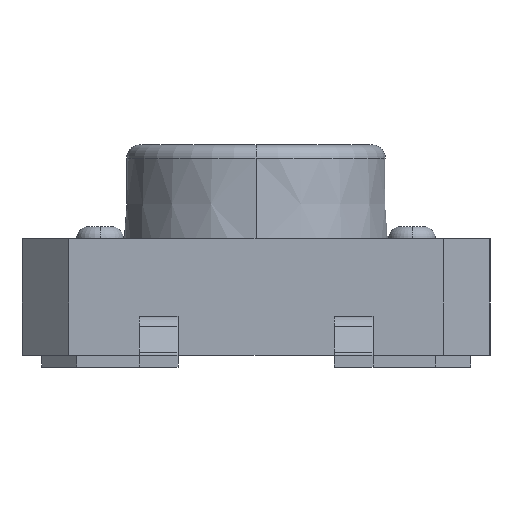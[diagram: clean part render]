
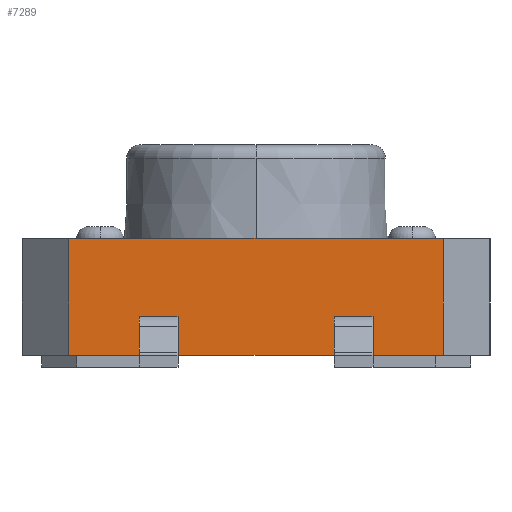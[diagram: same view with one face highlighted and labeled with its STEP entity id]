
A CAD part, left-side view. The second image highlights one B-rep face of the part: STEP entity #7289.
In plain terms, the highlighted planar face has unit normal (-1, 0, 0).
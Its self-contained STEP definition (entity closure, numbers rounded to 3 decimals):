
#26 = VERTEX_POINT ( 'NONE', #4327 ) ;
#114 = EDGE_CURVE ( 'NONE', #7078, #4236, #9646, .T. ) ;
#203 = LINE ( 'NONE', #10809, #11451 ) ;
#482 = VECTOR ( 'NONE', #3147, 1000. ) ;
#836 = VECTOR ( 'NONE', #6328, 1000. ) ;
#891 = FACE_OUTER_BOUND ( 'NONE', #7992, .T. ) ;
#922 = EDGE_CURVE ( 'NONE', #4634, #26, #11729, .T. ) ;
#961 = ORIENTED_EDGE ( 'NONE', *, *, #922, .T. ) ;
#1192 = CARTESIAN_POINT ( 'NONE',  ( -6., -3., 1. ) ) ;
#1468 = VERTEX_POINT ( 'NONE', #2841 ) ;
#1641 = DIRECTION ( 'NONE',  ( 0., 0., 1. ) ) ;
#1679 = EDGE_CURVE ( 'NONE', #7078, #5672, #12956, .T. ) ;
#1716 = CARTESIAN_POINT ( 'NONE',  ( -6., 3., 1. ) ) ;
#1832 = EDGE_CURVE ( 'NONE', #8558, #9057, #8267, .T. ) ;
#1888 = VECTOR ( 'NONE', #2638, 1000. ) ;
#1989 = ORIENTED_EDGE ( 'NONE', *, *, #8529, .F. ) ;
#2117 = EDGE_LOOP ( 'NONE', ( #12050, #4127, #16643, #4211 ) ) ;
#2206 = VECTOR ( 'NONE', #9341, 1000. ) ;
#2405 = DIRECTION ( 'NONE',  ( 1., 0., 0. ) ) ;
#2638 = DIRECTION ( 'NONE',  ( 0., -1., 0. ) ) ;
#2666 = CARTESIAN_POINT ( 'NONE',  ( -6., -4.8, 0.3 ) ) ;
#2669 = DIRECTION ( 'NONE',  ( 0., 1., 0. ) ) ;
#2716 = CARTESIAN_POINT ( 'NONE',  ( -6., -2., 1. ) ) ;
#2841 = CARTESIAN_POINT ( 'NONE',  ( -6., -3., 1. ) ) ;
#2917 = VERTEX_POINT ( 'NONE', #2666 ) ;
#2964 = VECTOR ( 'NONE', #3202, 1000. ) ;
#3147 = DIRECTION ( 'NONE',  ( 0., 0., 1. ) ) ;
#3202 = DIRECTION ( 'NONE',  ( 0., 0., -1. ) ) ;
#3253 = VERTEX_POINT ( 'NONE', #6017 ) ;
#3377 = CARTESIAN_POINT ( 'NONE',  ( -6., 2., 1. ) ) ;
#3423 = CARTESIAN_POINT ( 'NONE',  ( -6., 3., 1.3 ) ) ;
#3659 = PLANE ( 'NONE',  #5441 ) ;
#3877 = VECTOR ( 'NONE', #7455, 1000. ) ;
#4088 = CARTESIAN_POINT ( 'NONE',  ( -6., 4.8, 3.3 ) ) ;
#4127 = ORIENTED_EDGE ( 'NONE', *, *, #114, .T. ) ;
#4141 = EDGE_CURVE ( 'NONE', #4634, #7675, #9634, .T. ) ;
#4211 = ORIENTED_EDGE ( 'NONE', *, *, #15020, .F. ) ;
#4236 = VERTEX_POINT ( 'NONE', #9583 ) ;
#4327 = CARTESIAN_POINT ( 'NONE',  ( -6., 4.8, 0.3 ) ) ;
#4634 = VERTEX_POINT ( 'NONE', #7468 ) ;
#4688 = CARTESIAN_POINT ( 'NONE',  ( -6., -2., 1. ) ) ;
#5139 = VECTOR ( 'NONE', #5806, 1000. ) ;
#5441 = AXIS2_PLACEMENT_3D ( 'NONE', #10286, #2405, #6373 ) ;
#5672 = VERTEX_POINT ( 'NONE', #3377 ) ;
#5806 = DIRECTION ( 'NONE',  ( 0., 0., 1. ) ) ;
#5981 = CARTESIAN_POINT ( 'NONE',  ( -6., -4.8, 3.3 ) ) ;
#6017 = CARTESIAN_POINT ( 'NONE',  ( -6., 2., 1.3 ) ) ;
#6328 = DIRECTION ( 'NONE',  ( 0., -1., 0. ) ) ;
#6373 = DIRECTION ( 'NONE',  ( 0., 0., -1. ) ) ;
#6520 = ORIENTED_EDGE ( 'NONE', *, *, #13047, .T. ) ;
#6881 = EDGE_CURVE ( 'NONE', #2917, #7675, #16296, .T. ) ;
#6981 = ORIENTED_EDGE ( 'NONE', *, *, #9784, .F. ) ;
#7078 = VERTEX_POINT ( 'NONE', #1716 ) ;
#7105 = VECTOR ( 'NONE', #9339, 1000. ) ;
#7289 = ADVANCED_FACE ( 'NONE', ( #12508, #15267, #891 ), #3659, .F. ) ;
#7455 = DIRECTION ( 'NONE',  ( 0., 0., 1. ) ) ;
#7468 = CARTESIAN_POINT ( 'NONE',  ( -6., 4.8, 3.3 ) ) ;
#7479 = VECTOR ( 'NONE', #9395, 1000. ) ;
#7675 = VERTEX_POINT ( 'NONE', #11708 ) ;
#7954 = EDGE_CURVE ( 'NONE', #1468, #8558, #203, .T. ) ;
#7992 = EDGE_LOOP ( 'NONE', ( #6520, #9147, #9862, #961 ) ) ;
#8025 = ORIENTED_EDGE ( 'NONE', *, *, #1832, .T. ) ;
#8267 = LINE ( 'NONE', #4688, #482 ) ;
#8529 = EDGE_CURVE ( 'NONE', #1468, #8610, #11210, .T. ) ;
#8558 = VERTEX_POINT ( 'NONE', #2716 ) ;
#8609 = CARTESIAN_POINT ( 'NONE',  ( -6., -2., 1.3 ) ) ;
#8610 = VERTEX_POINT ( 'NONE', #9647 ) ;
#9057 = VERTEX_POINT ( 'NONE', #8609 ) ;
#9087 = LINE ( 'NONE', #11721, #1888 ) ;
#9147 = ORIENTED_EDGE ( 'NONE', *, *, #6881, .T. ) ;
#9259 = CARTESIAN_POINT ( 'NONE',  ( -6., -3., 1.3 ) ) ;
#9339 = DIRECTION ( 'NONE',  ( 0., -1., 0. ) ) ;
#9341 = DIRECTION ( 'NONE',  ( 0., 1., 0. ) ) ;
#9395 = DIRECTION ( 'NONE',  ( 0., -1., 0. ) ) ;
#9583 = CARTESIAN_POINT ( 'NONE',  ( -6., 3., 1.3 ) ) ;
#9634 = LINE ( 'NONE', #11946, #7479 ) ;
#9646 = LINE ( 'NONE', #15896, #12980 ) ;
#9647 = CARTESIAN_POINT ( 'NONE',  ( -6., -3., 1.3 ) ) ;
#9784 = EDGE_CURVE ( 'NONE', #8610, #9057, #10692, .T. ) ;
#9862 = ORIENTED_EDGE ( 'NONE', *, *, #4141, .F. ) ;
#10286 = CARTESIAN_POINT ( 'NONE',  ( -6., -6., 3.3 ) ) ;
#10692 = LINE ( 'NONE', #9259, #2206 ) ;
#10790 = VECTOR ( 'NONE', #1641, 1000. ) ;
#10809 = CARTESIAN_POINT ( 'NONE',  ( -6., -3., 1. ) ) ;
#11210 = LINE ( 'NONE', #1192, #3877 ) ;
#11451 = VECTOR ( 'NONE', #2669, 1000. ) ;
#11576 = ORIENTED_EDGE ( 'NONE', *, *, #7954, .T. ) ;
#11708 = CARTESIAN_POINT ( 'NONE',  ( -6., -4.8, 3.3 ) ) ;
#11721 = CARTESIAN_POINT ( 'NONE',  ( -6., -6., 0.3 ) ) ;
#11729 = LINE ( 'NONE', #4088, #2964 ) ;
#11827 = LINE ( 'NONE', #15782, #10790 ) ;
#11946 = CARTESIAN_POINT ( 'NONE',  ( -6., -6., 3.3 ) ) ;
#12050 = ORIENTED_EDGE ( 'NONE', *, *, #1679, .F. ) ;
#12508 = FACE_BOUND ( 'NONE', #14334, .T. ) ;
#12956 = LINE ( 'NONE', #15997, #7105 ) ;
#12980 = VECTOR ( 'NONE', #14961, 1000. ) ;
#13047 = EDGE_CURVE ( 'NONE', #26, #2917, #9087, .T. ) ;
#13502 = EDGE_CURVE ( 'NONE', #4236, #3253, #15028, .T. ) ;
#14334 = EDGE_LOOP ( 'NONE', ( #6981, #1989, #11576, #8025 ) ) ;
#14961 = DIRECTION ( 'NONE',  ( 0., 0., 1. ) ) ;
#15020 = EDGE_CURVE ( 'NONE', #5672, #3253, #11827, .T. ) ;
#15028 = LINE ( 'NONE', #3423, #836 ) ;
#15267 = FACE_BOUND ( 'NONE', #2117, .T. ) ;
#15782 = CARTESIAN_POINT ( 'NONE',  ( -6., 2., 1. ) ) ;
#15896 = CARTESIAN_POINT ( 'NONE',  ( -6., 3., 1. ) ) ;
#15997 = CARTESIAN_POINT ( 'NONE',  ( -6., 3., 1. ) ) ;
#16296 = LINE ( 'NONE', #5981, #5139 ) ;
#16643 = ORIENTED_EDGE ( 'NONE', *, *, #13502, .T. ) ;
